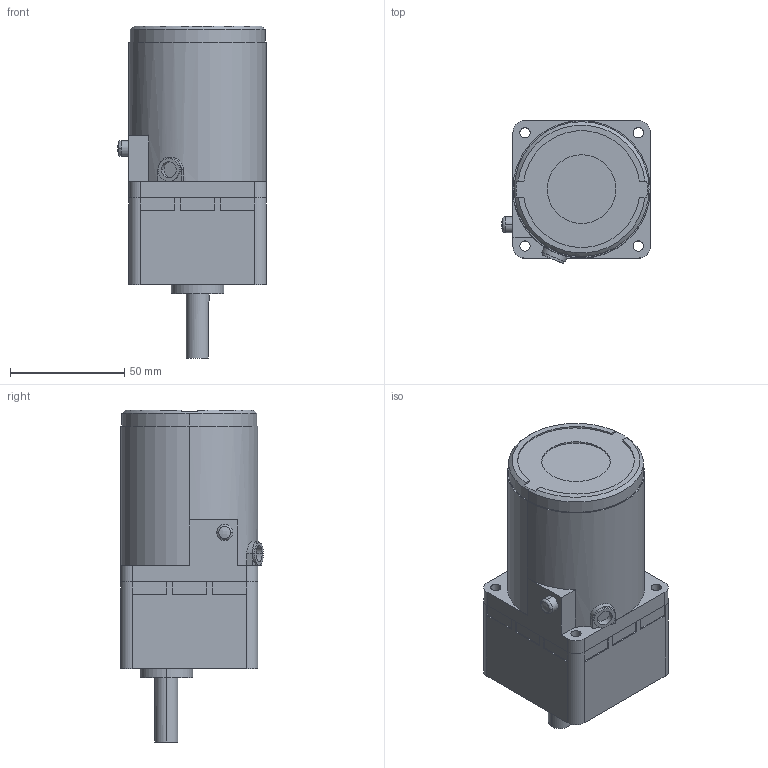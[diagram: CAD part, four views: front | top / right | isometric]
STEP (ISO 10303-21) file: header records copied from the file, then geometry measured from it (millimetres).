
FILE_DESCRIPTION (( 'STEP AP203' ), '1' );
FILE_NAME ('A1229B.STEP', '2015-04-02T07:17:20', ( 'om' ), ( 'Hewlett-Packard Company' ), 'SwSTEP 2.0', 'SolidWorks 2014', '' );
FILE_SCHEMA (( 'CONFIG_CONTROL_DESIGN' ));
Length unit declared in the file: millimetre
Products named in the file (1): A1229B
Bounding box: 64.92 x 62.4 x 145 mm (x, y, z)
Volume: 350632 mm3; surface area: 42978.4 mm2
Topology: 2 solids, 3 shells, 185 faces, 488 edges, 320 vertices
Faces by surface type: plane 99, cylinder 81, bspline 3, cone 2
Entity records: 5954 total; most frequent: CARTESIAN_POINT 1126, DIRECTION 1020, ORIENTED_EDGE 976, EDGE_CURVE 488, AXIS2_PLACEMENT_3D 360, VERTEX_POINT 320, LINE 300, VECTOR 300
